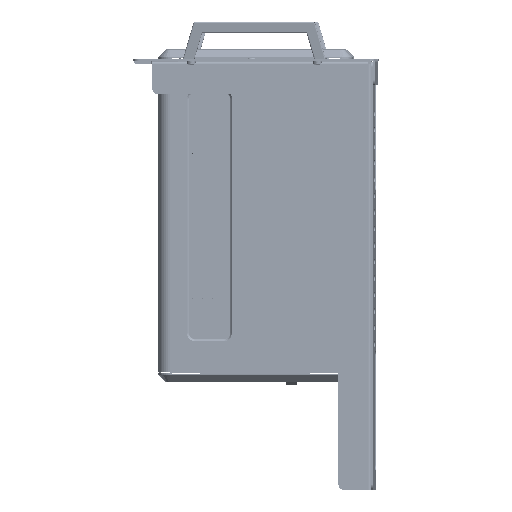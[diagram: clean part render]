
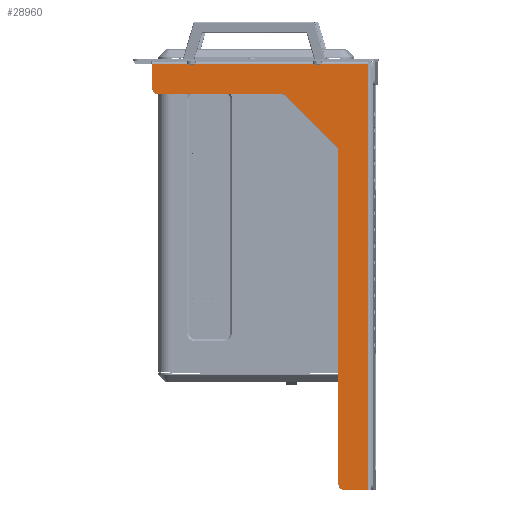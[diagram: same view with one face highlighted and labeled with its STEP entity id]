
A CAD part, left-side view. The second image highlights one B-rep face of the part: STEP entity #28960.
In plain terms, the highlighted planar face has unit normal (-1, 0.007, 0).
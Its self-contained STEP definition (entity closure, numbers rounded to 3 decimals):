
#18016 = CARTESIAN_POINT ( 'NONE',  ( -351.123, -174.954, -396. ) ) ;
#18026 = CARTESIAN_POINT ( 'NONE',  ( -351.31, -202.217, -13.537 ) ) ;
#18028 = CARTESIAN_POINT ( 'NONE',  ( -351.31, -202.217, -401. ) ) ;
#18029 = CARTESIAN_POINT ( 'NONE',  ( -349.963, -5.458, -35.8 ) ) ;
#18043 = CARTESIAN_POINT ( 'NONE',  ( -351.157, -179.954, -401. ) ) ;
#18067 = CARTESIAN_POINT ( 'NONE',  ( -349.963, -5.458, -13.537 ) ) ;
#18070 = CARTESIAN_POINT ( 'NONE',  ( -351.123, -174.954, -92.268 ) ) ;
#18075 = CARTESIAN_POINT ( 'NONE',  ( -351.113, -173.493, -88.736 ) ) ;
#18081 = CARTESIAN_POINT ( 'NONE',  ( -350.796, -127.12, -42.268 ) ) ;
#18088 = CARTESIAN_POINT ( 'NONE',  ( -350.771, -123.581, -40.8 ) ) ;
#18097 = CARTESIAN_POINT ( 'NONE',  ( -349.997, -10.458, -40.8 ) ) ;
#22314 = DIRECTION ( 'NONE',  ( 0., 0., -1. ) ) ;
#22315 = DIRECTION ( 'NONE',  ( 1., -0.007, 0. ) ) ;
#22316 = CARTESIAN_POINT ( 'NONE',  ( -349.997, -10.458, -35.8 ) ) ;
#22332 = PLANE ( 'NONE',  #291460 ) ;
#28960 = ADVANCED_FACE ( 'NONE', ( #301768 ), #22332, .F. ) ;
#70588 = AXIS2_PLACEMENT_3D ( 'NONE', #164716, #164718, #164721 ) ;
#70594 = AXIS2_PLACEMENT_3D ( 'NONE', #164771, #164774, #164777 ) ;
#70601 = AXIS2_PLACEMENT_3D ( 'NONE', #164821, #164823, #164825 ) ;
#70607 = AXIS2_PLACEMENT_3D ( 'NONE', #164869, #164872, #164875 ) ;
#160027 = LINE ( 'NONE', #164458, #160031 ) ;
#160031 = VECTOR ( 'NONE', #164462, 1000. ) ;
#160074 = CIRCLE ( 'NONE', #70588, 5. ) ;
#160107 = LINE ( 'NONE', #164742, #160113 ) ;
#160113 = VECTOR ( 'NONE', #164747, 1000. ) ;
#160119 = CIRCLE ( 'NONE', #70594, 5. ) ;
#160128 = LINE ( 'NONE', #164767, #160132 ) ;
#160132 = VECTOR ( 'NONE', #164764, 1000. ) ;
#160137 = CIRCLE ( 'NONE', #70601, 5. ) ;
#160147 = LINE ( 'NONE', #164815, #160151 ) ;
#160151 = VECTOR ( 'NONE', #164813, 1000. ) ;
#160156 = CIRCLE ( 'NONE', #70607, 5. ) ;
#160175 = LINE ( 'NONE', #164909, #160181 ) ;
#160181 = VECTOR ( 'NONE', #164914, 1000. ) ;
#160190 = LINE ( 'NONE', #164951, #160196 ) ;
#160194 = LINE ( 'NONE', #164957, #160199 ) ;
#160196 = VECTOR ( 'NONE', #164955, 1000. ) ;
#160199 = VECTOR ( 'NONE', #164962, 1000. ) ;
#164458 = CARTESIAN_POINT ( 'NONE',  ( -351.31, -202.217, -35.8 ) ) ;
#164462 = DIRECTION ( 'NONE',  ( 0., 0., -1. ) ) ;
#164716 = CARTESIAN_POINT ( 'NONE',  ( -351.157, -179.954, -396. ) ) ;
#164718 = DIRECTION ( 'NONE',  ( 1., -0.007, 0. ) ) ;
#164721 = DIRECTION ( 'NONE',  ( 0., 0., -1. ) ) ;
#164742 = CARTESIAN_POINT ( 'NONE',  ( -351.123, -174.954, -35.8 ) ) ;
#164747 = DIRECTION ( 'NONE',  ( 0., 0., 1. ) ) ;
#164764 = DIRECTION ( 'NONE',  ( 0.005, 0.706, 0.708 ) ) ;
#164767 = CARTESIAN_POINT ( 'NONE',  ( -351.113, -173.493, -88.736 ) ) ;
#164771 = CARTESIAN_POINT ( 'NONE',  ( -351.089, -169.954, -92.268 ) ) ;
#164774 = DIRECTION ( 'NONE',  ( -1., 0.007, 0. ) ) ;
#164777 = DIRECTION ( 'NONE',  ( 0., 0., -1. ) ) ;
#164813 = DIRECTION ( 'NONE',  ( 0.007, 1., 0. ) ) ;
#164815 = CARTESIAN_POINT ( 'NONE',  ( -349.997, -10.458, -40.8 ) ) ;
#164821 = CARTESIAN_POINT ( 'NONE',  ( -350.771, -123.581, -45.8 ) ) ;
#164823 = DIRECTION ( 'NONE',  ( -1., 0.007, 0. ) ) ;
#164825 = DIRECTION ( 'NONE',  ( 0., 0., -1. ) ) ;
#164869 = CARTESIAN_POINT ( 'NONE',  ( -349.997, -10.458, -35.8 ) ) ;
#164872 = DIRECTION ( 'NONE',  ( 1., -0.007, 0. ) ) ;
#164875 = DIRECTION ( 'NONE',  ( 0., 0., -1. ) ) ;
#164909 = CARTESIAN_POINT ( 'NONE',  ( -349.963, -5.458, -35.8 ) ) ;
#164914 = DIRECTION ( 'NONE',  ( 0., 0., 1. ) ) ;
#164951 = CARTESIAN_POINT ( 'NONE',  ( -349.997, -10.458, -13.537 ) ) ;
#164955 = DIRECTION ( 'NONE',  ( -0.007, -1., 0. ) ) ;
#164957 = CARTESIAN_POINT ( 'NONE',  ( -349.997, -10.458, -401. ) ) ;
#164962 = DIRECTION ( 'NONE',  ( 0.007, 1., 0. ) ) ;
#232150 = EDGE_CURVE ( 'NONE', #303347, #303360, #160027, .T. ) ;
#232199 = EDGE_CURVE ( 'NONE', #303409, #303433, #160074, .T. ) ;
#232206 = EDGE_CURVE ( 'NONE', #303433, #303499, #160107, .T. ) ;
#232213 = EDGE_CURVE ( 'NONE', #303499, #303529, #160119, .T. ) ;
#232218 = EDGE_CURVE ( 'NONE', #303529, #303547, #160128, .T. ) ;
#232223 = EDGE_CURVE ( 'NONE', #303547, #303564, #160137, .T. ) ;
#232230 = EDGE_CURVE ( 'NONE', #303564, #303581, #160147, .T. ) ;
#232235 = EDGE_CURVE ( 'NONE', #303581, #303447, #160156, .T. ) ;
#232246 = EDGE_CURVE ( 'NONE', #303447, #303491, #160175, .T. ) ;
#232256 = EDGE_CURVE ( 'NONE', #303491, #303347, #160190, .T. ) ;
#232258 = EDGE_CURVE ( 'NONE', #303360, #303409, #160194, .T. ) ;
#247487 = ORIENTED_EDGE ( 'NONE', *, *, #232256, .F. ) ;
#247492 = ORIENTED_EDGE ( 'NONE', *, *, #232246, .F. ) ;
#247496 = ORIENTED_EDGE ( 'NONE', *, *, #232235, .F. ) ;
#247501 = ORIENTED_EDGE ( 'NONE', *, *, #232230, .F. ) ;
#247507 = ORIENTED_EDGE ( 'NONE', *, *, #232223, .F. ) ;
#247514 = ORIENTED_EDGE ( 'NONE', *, *, #232218, .F. ) ;
#247520 = ORIENTED_EDGE ( 'NONE', *, *, #232213, .F. ) ;
#247525 = ORIENTED_EDGE ( 'NONE', *, *, #232206, .F. ) ;
#247531 = ORIENTED_EDGE ( 'NONE', *, *, #232199, .F. ) ;
#247537 = ORIENTED_EDGE ( 'NONE', *, *, #232258, .F. ) ;
#247542 = ORIENTED_EDGE ( 'NONE', *, *, #232150, .F. ) ;
#274026 = EDGE_LOOP ( 'NONE', ( #247487, #247492, #247496, #247501, #247507, #247514, #247520, #247525, #247531, #247537, #247542 ) ) ;
#291460 = AXIS2_PLACEMENT_3D ( 'NONE', #22316, #22315, #22314 ) ;
#301768 = FACE_OUTER_BOUND ( 'NONE', #274026, .T. ) ;
#303347 = VERTEX_POINT ( 'NONE', #18026 ) ;
#303360 = VERTEX_POINT ( 'NONE', #18028 ) ;
#303409 = VERTEX_POINT ( 'NONE', #18043 ) ;
#303433 = VERTEX_POINT ( 'NONE', #18016 ) ;
#303447 = VERTEX_POINT ( 'NONE', #18029 ) ;
#303491 = VERTEX_POINT ( 'NONE', #18067 ) ;
#303499 = VERTEX_POINT ( 'NONE', #18070 ) ;
#303529 = VERTEX_POINT ( 'NONE', #18075 ) ;
#303547 = VERTEX_POINT ( 'NONE', #18081 ) ;
#303564 = VERTEX_POINT ( 'NONE', #18088 ) ;
#303581 = VERTEX_POINT ( 'NONE', #18097 ) ;
